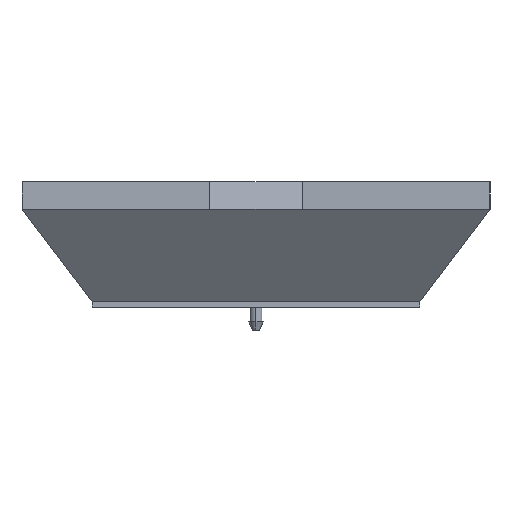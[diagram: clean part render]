
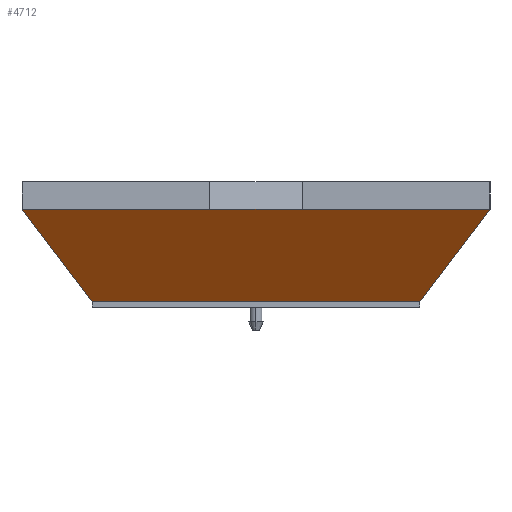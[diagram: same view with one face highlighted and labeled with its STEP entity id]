
A CAD part, left-side view. The second image highlights one B-rep face of the part: STEP entity #4712.
In plain terms, the highlighted planar face has unit normal (-0.796, 0, -0.605).
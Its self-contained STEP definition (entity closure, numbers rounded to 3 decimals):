
#529 = ORIENTED_EDGE ( 'NONE', *, *, #1833, .T. ) ;
#792 = LINE ( 'NONE', #8988, #10791 ) ;
#1703 = CARTESIAN_POINT ( 'NONE',  ( -15.2, 86.4, 20. ) ) ;
#1739 = DIRECTION ( 'NONE',  ( 0.796, 0., 0.605 ) ) ;
#1833 = EDGE_CURVE ( 'NONE', #24018, #16104, #5239, .T. ) ;
#3015 = DIRECTION ( 'NONE',  ( 0.518, -0.518, -0.681 ) ) ;
#3678 = PLANE ( 'NONE',  #9831 ) ;
#3903 = CARTESIAN_POINT ( 'NONE',  ( -15.2, 25.6, 20. ) ) ;
#4280 = EDGE_CURVE ( 'NONE', #19864, #19399, #22036, .T. ) ;
#4337 = CARTESIAN_POINT ( 'NONE',  ( -15.2, -15.2, 20. ) ) ;
#4397 = CARTESIAN_POINT ( 'NONE',  ( 0., 71.2, 0. ) ) ;
#4479 = CARTESIAN_POINT ( 'NONE',  ( 0., 0., 0. ) ) ;
#4712 = ADVANCED_FACE ( 'NONE', ( #9476 ), #3678, .F. ) ;
#4759 = LINE ( 'NONE', #1703, #15068 ) ;
#5239 = LINE ( 'NONE', #18829, #9896 ) ;
#5391 = EDGE_CURVE ( 'NONE', #24018, #19864, #16318, .T. ) ;
#5788 = EDGE_CURVE ( 'NONE', #15426, #19399, #4759, .T. ) ;
#6199 = ORIENTED_EDGE ( 'NONE', *, *, #23927, .T. ) ;
#6301 = VERTEX_POINT ( 'NONE', #9921 ) ;
#6398 = DIRECTION ( 'NONE',  ( 0., 1., 0. ) ) ;
#7016 = VECTOR ( 'NONE', #6398, 1000. ) ;
#8528 = ORIENTED_EDGE ( 'NONE', *, *, #4280, .F. ) ;
#8769 = DIRECTION ( 'NONE',  ( 0., 1., 0. ) ) ;
#8988 = CARTESIAN_POINT ( 'NONE',  ( -15.2, 25.6, 20. ) ) ;
#9476 = FACE_OUTER_BOUND ( 'NONE', #22572, .T. ) ;
#9595 = CARTESIAN_POINT ( 'NONE',  ( 0., 0., 0. ) ) ;
#9831 = AXIS2_PLACEMENT_3D ( 'NONE', #13452, #1739, #25778 ) ;
#9896 = VECTOR ( 'NONE', #8769, 1000. ) ;
#9921 = CARTESIAN_POINT ( 'NONE',  ( -15.2, 45.6, 20. ) ) ;
#10791 = VECTOR ( 'NONE', #11090, 1000. ) ;
#11020 = VECTOR ( 'NONE', #14094, 1000. ) ;
#11090 = DIRECTION ( 'NONE',  ( 0., 1., 0. ) ) ;
#11181 = CARTESIAN_POINT ( 'NONE',  ( -15.2, -15.2, 20. ) ) ;
#13452 = CARTESIAN_POINT ( 'NONE',  ( 0., 0., 0. ) ) ;
#14094 = DIRECTION ( 'NONE',  ( 0.518, 0.518, -0.681 ) ) ;
#15068 = VECTOR ( 'NONE', #3015, 1000. ) ;
#15364 = CARTESIAN_POINT ( 'NONE',  ( -15.2, 86.4, 20. ) ) ;
#15426 = VERTEX_POINT ( 'NONE', #15364 ) ;
#16104 = VERTEX_POINT ( 'NONE', #3903 ) ;
#16318 = LINE ( 'NONE', #4337, #11020 ) ;
#17714 = ORIENTED_EDGE ( 'NONE', *, *, #5391, .F. ) ;
#18093 = VECTOR ( 'NONE', #21333, 1000. ) ;
#18829 = CARTESIAN_POINT ( 'NONE',  ( -15.2, -15.2, 20. ) ) ;
#18853 = ORIENTED_EDGE ( 'NONE', *, *, #5788, .T. ) ;
#19399 = VERTEX_POINT ( 'NONE', #4397 ) ;
#19561 = ORIENTED_EDGE ( 'NONE', *, *, #19652, .T. ) ;
#19652 = EDGE_CURVE ( 'NONE', #6301, #15426, #21878, .T. ) ;
#19864 = VERTEX_POINT ( 'NONE', #9595 ) ;
#21333 = DIRECTION ( 'NONE',  ( 0., 1., 0. ) ) ;
#21878 = LINE ( 'NONE', #25282, #18093 ) ;
#22036 = LINE ( 'NONE', #4479, #7016 ) ;
#22572 = EDGE_LOOP ( 'NONE', ( #18853, #8528, #17714, #529, #6199, #19561 ) ) ;
#23927 = EDGE_CURVE ( 'NONE', #16104, #6301, #792, .T. ) ;
#24018 = VERTEX_POINT ( 'NONE', #11181 ) ;
#25282 = CARTESIAN_POINT ( 'NONE',  ( -15.2, -15.2, 20. ) ) ;
#25778 = DIRECTION ( 'NONE',  ( 0.605, 0., -0.796 ) ) ;
